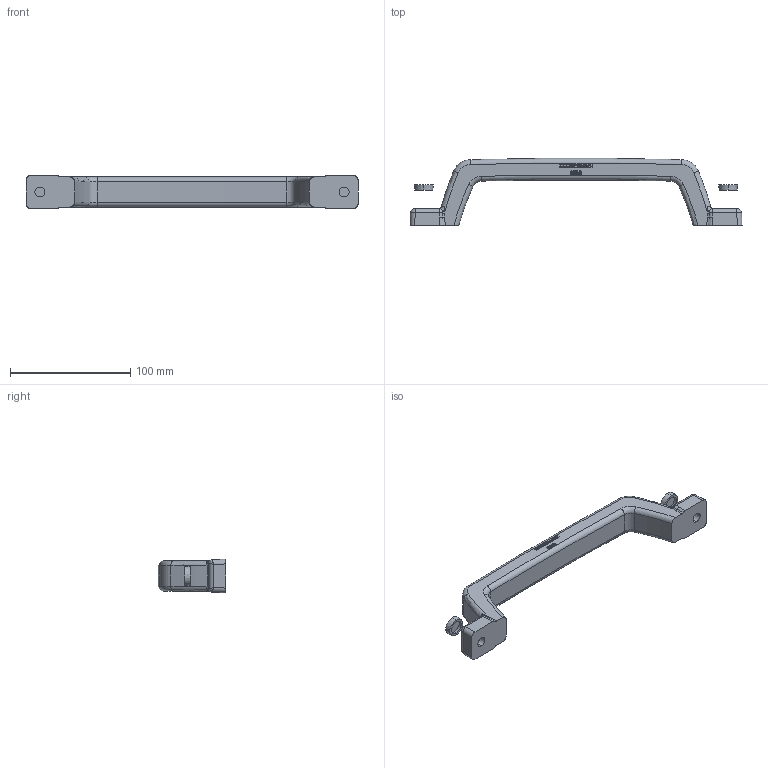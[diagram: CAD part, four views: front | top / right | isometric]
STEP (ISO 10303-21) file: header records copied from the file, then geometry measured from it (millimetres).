
FILE_DESCRIPTION (( 'STEP AP214' ), '1' );
FILE_NAME ('02950-Moulded Grab Handle Steel Core Black 276mm.STEP', '2018-08-17T04:18:56', ( '' ), ( '' ), 'SwSTEP 2.0', 'SolidWorks 2018', '' );
FILE_SCHEMA (( 'AUTOMOTIVE_DESIGN' ));
Length unit declared in the file: millimetre
Products named in the file (3): 02950-Moulded Grab Handle Steel Core Black 276mm; 2950 Grab Handle Bk 276mm Cap; 2950 Grab Handle Bk 276mm Handle
Assembly tree (3 placements, depth 2):
  02950-Moulded Grab Handle Steel Core Black 276mm
    2950 Grab Handle Bk 276mm Handle
    2950 Grab Handle Bk 276mm Cap  x2
Bounding box: 276 x 55.86 x 28 mm (x, y, z)
Volume: 139867 mm3; surface area: 28916.1 mm2
Topology: 3 solids, 3 shells, 381 faces, 993 edges, 638 vertices
Faces by surface type: plane 166, bspline 157, cylinder 30, torus 20, cone 8
Entity records: 19137 total; most frequent: CARTESIAN_POINT 10930, ORIENTED_EDGE 1946, DIRECTION 1213, EDGE_CURVE 973, VERTEX_POINT 630, VECTOR 531, LINE 531, EDGE_LOOP 405
